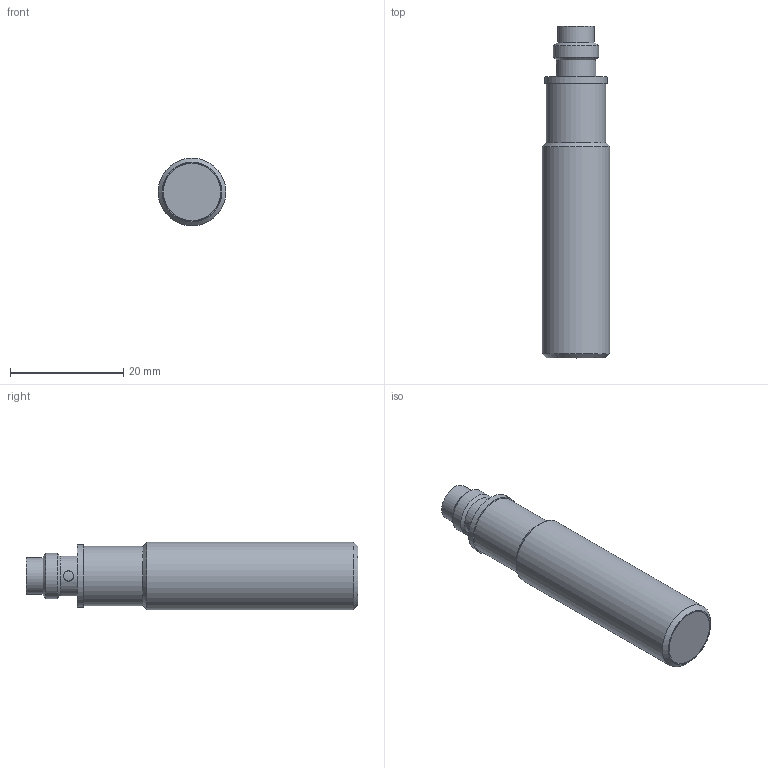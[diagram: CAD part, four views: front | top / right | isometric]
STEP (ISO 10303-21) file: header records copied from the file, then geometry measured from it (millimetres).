
FILE_DESCRIPTION(/* description */ (''),/* implementation_level */ '2;1');
FILE_NAME(/* name */ '102381_Shrinkwrap_1.stp',/* time_stamp */ '2022-03-18T10:25:37+01:00',/* author */ ('Krieger Anja'),/* organization */ (''),/* preprocessor_version */ 'ST-DEVELOPER v18.1',/* originating_system */ 'Autodesk Inventor 2021',/* authorisation */ '');
FILE_SCHEMA (('AUTOMOTIVE_DESIGN { 1 0 10303 214 3 1 1 }'));
Length unit declared in the file: millimetre
Products named in the file (1): 102381_Shrinkwrap_1
Bounding box: 12 x 58.6 x 12 mm (x, y, z)
Volume: 5522.7 mm3; surface area: 3004.9 mm2
Topology: 1 solids, 1 shells, 29 faces, 63 edges, 42 vertices
Faces by surface type: cylinder 14, plane 8, cone 4, sphere 3
Full cylindrical faces by diameter (mm): 1 x3, 1.8 x1, 5.6 x1, 6.5 x1, 7 x1, 8 x1, 10.1 x1, 10.2 x1, 10.5 x1, 11 x1, 12 x1
Entity records: 960 total; most frequent: CARTESIAN_POINT 203, DIRECTION 148, ORIENTED_EDGE 120, AXIS2_PLACEMENT_3D 65, EDGE_CURVE 60, VERTEX_POINT 42, EDGE_LOOP 38, CIRCLE 35
